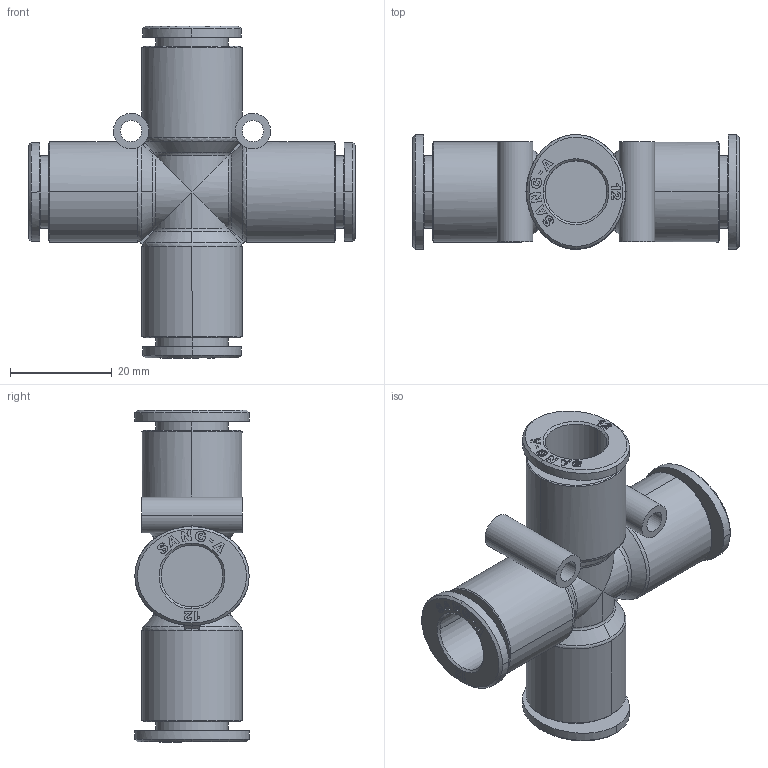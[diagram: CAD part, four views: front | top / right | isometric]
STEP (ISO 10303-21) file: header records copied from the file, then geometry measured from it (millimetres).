
FILE_DESCRIPTION (( 'STEP AP214' ), '1' );
FILE_NAME ('PZA12.stp', '2015-09-03T09:21:51', ( '' ), ( '' ), 'SwSTEP 2.0', 'SolidWorks 2015', '' );
FILE_SCHEMA (( 'AUTOMOTIVE_DESIGN' ));
Length unit declared in the file: millimetre
Products named in the file (2): PZA12; ｦ+ﾃｦ1
Assembly tree (1 placements, depth 2):
  PZA12
    ｦ+ﾃｦ1
Bounding box: 64.4 x 22.5 x 65.4 mm (x, y, z)
Volume: 22304.5 mm3; surface area: 13801.7 mm2
Topology: 1 solids, 1 shells, 1487 faces, 4268 edges, 2835 vertices
Faces by surface type: plane 1358, cylinder 45, bspline 42, cone 34, torus 8
Entity records: 51847 total; most frequent: CARTESIAN_POINT 12349, ORIENTED_EDGE 8536, DIRECTION 7127, EDGE_CURVE 4268, VECTOR 3953, LINE 3953, VERTEX_POINT 2835, AXIS2_PLACEMENT_3D 1587
